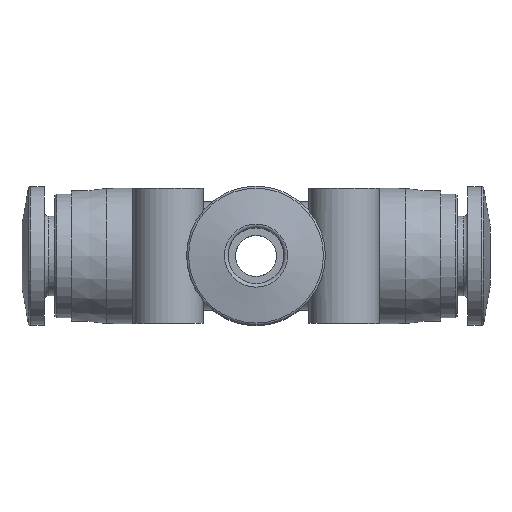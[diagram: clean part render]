
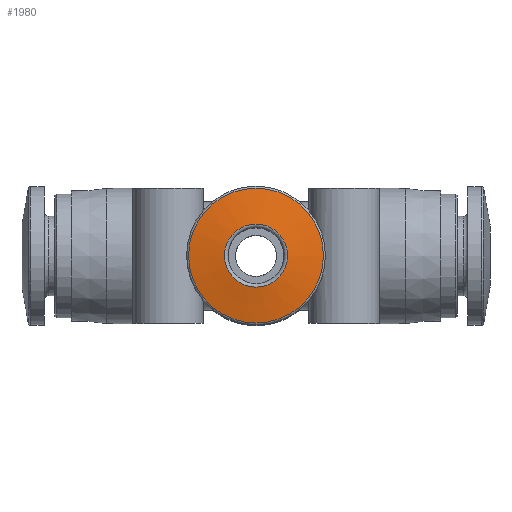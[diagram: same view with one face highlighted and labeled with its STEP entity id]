
A CAD part, top view. The second image highlights one B-rep face of the part: STEP entity #1980.
In plain terms, the highlighted conical face has half-angle 80 degrees and reference radius 5.735 mm.
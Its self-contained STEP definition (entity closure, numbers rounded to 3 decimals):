
#203=CIRCLE('',#2133,2.681);
#204=CIRCLE('',#2134,5.735);
#394=ORIENTED_EDGE('',*,*,#679,.F.);
#395=ORIENTED_EDGE('',*,*,#680,.T.);
#679=EDGE_CURVE('',#815,#815,#203,.T.);
#680=EDGE_CURVE('',#816,#816,#204,.T.);
#815=VERTEX_POINT('',#3012);
#816=VERTEX_POINT('',#3014);
#944=EDGE_LOOP('',(#394));
#945=EDGE_LOOP('',(#395));
#1116=FACE_BOUND('',#944,.T.);
#1117=FACE_BOUND('',#945,.T.);
#1249=CONICAL_SURFACE('',#2132,5.735,1.396);
#1980=ADVANCED_FACE('',(#1116,#1117),#1249,.T.);
#2132=AXIS2_PLACEMENT_3D('',#3010,#2442,#2443);
#2133=AXIS2_PLACEMENT_3D('',#3011,#2444,#2445);
#2134=AXIS2_PLACEMENT_3D('',#3013,#2446,#2447);
#2442=DIRECTION('',(0.,0.,-1.));
#2443=DIRECTION('',(-1.,0.,0.));
#2444=DIRECTION('',(0.,0.,1.));
#2445=DIRECTION('',(1.,0.,0.));
#2446=DIRECTION('',(0.,0.,1.));
#2447=DIRECTION('',(1.,0.,0.));
#3010=CARTESIAN_POINT('',(0.,0.,19.362));
#3011=CARTESIAN_POINT('',(0.,0.,19.9));
#3012=CARTESIAN_POINT('',(2.681,0.,19.9));
#3013=CARTESIAN_POINT('',(0.,0.,19.362));
#3014=CARTESIAN_POINT('',(5.735,0.,19.362));
